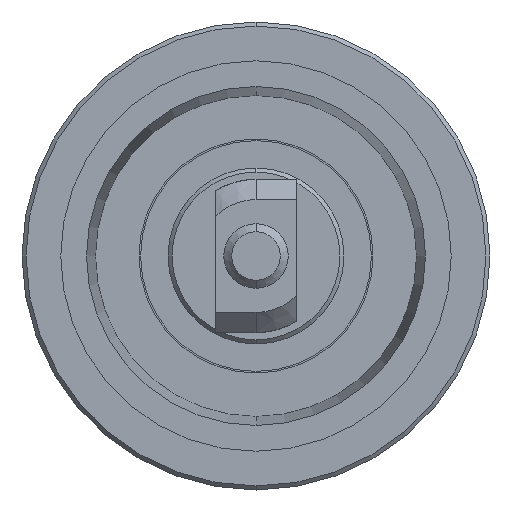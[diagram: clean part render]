
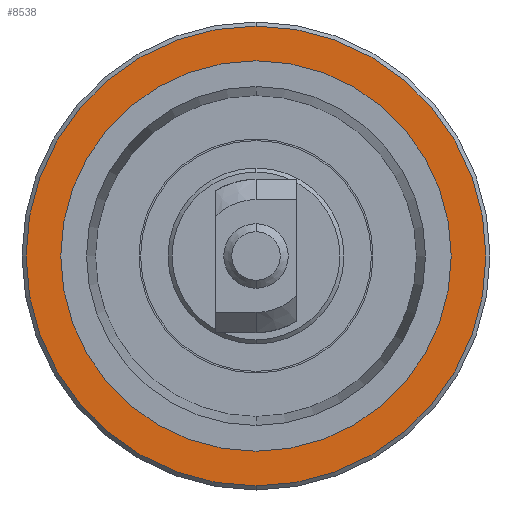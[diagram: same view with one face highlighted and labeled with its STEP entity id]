
A CAD part, front view. The second image highlights one B-rep face of the part: STEP entity #8538.
In plain terms, the highlighted planar face has unit normal (0, -1, 0).
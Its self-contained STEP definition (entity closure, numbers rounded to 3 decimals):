
#94 = AXIS2_PLACEMENT_3D ( 'NONE', #4966, #4201, #8741 ) ;
#122 = ORIENTED_EDGE ( 'NONE', *, *, #1090, .T. ) ;
#179 = CIRCLE ( 'NONE', #4595, 24.2 ) ;
#464 = DIRECTION ( 'NONE',  ( 1., 0., 0. ) ) ;
#1084 = DIRECTION ( 'NONE',  ( 0., 1., 0. ) ) ;
#1090 = EDGE_CURVE ( 'NONE', #5439, #9530, #179, .T. ) ;
#1608 = EDGE_CURVE ( 'NONE', #8296, #2177, #9457, .T. ) ;
#1757 = PLANE ( 'NONE',  #3174 ) ;
#1809 = DIRECTION ( 'NONE',  ( 0., 1., 0. ) ) ;
#1850 = DIRECTION ( 'NONE',  ( 0., -1., 0. ) ) ;
#1912 = EDGE_CURVE ( 'NONE', #9530, #5439, #6824, .T. ) ;
#1935 = FACE_OUTER_BOUND ( 'NONE', #3473, .T. ) ;
#2177 = VERTEX_POINT ( 'NONE', #3964 ) ;
#2482 = AXIS2_PLACEMENT_3D ( 'NONE', #9556, #1809, #6671 ) ;
#2556 = CARTESIAN_POINT ( 'NONE',  ( -7.571, 13.5, -27.994 ) ) ;
#3174 = AXIS2_PLACEMENT_3D ( 'NONE', #2556, #1850, #464 ) ;
#3367 = CARTESIAN_POINT ( 'NONE',  ( 0., 13.5, 0. ) ) ;
#3473 = EDGE_LOOP ( 'NONE', ( #7554, #9381 ) ) ;
#3964 = CARTESIAN_POINT ( 'NONE',  ( 0., 13.5, 28.5 ) ) ;
#4201 = DIRECTION ( 'NONE',  ( 0., 1., 0. ) ) ;
#4595 = AXIS2_PLACEMENT_3D ( 'NONE', #7988, #1084, #8825 ) ;
#4966 = CARTESIAN_POINT ( 'NONE',  ( 0., 13.5, 0. ) ) ;
#5014 = CARTESIAN_POINT ( 'NONE',  ( 0., 13.5, -28.5 ) ) ;
#5439 = VERTEX_POINT ( 'NONE', #8157 ) ;
#5660 = DIRECTION ( 'NONE',  ( 1., 0., 0. ) ) ;
#5938 = EDGE_LOOP ( 'NONE', ( #8923, #122 ) ) ;
#6671 = DIRECTION ( 'NONE',  ( 0., 0., 1. ) ) ;
#6824 = CIRCLE ( 'NONE', #8980, 24.2 ) ;
#7554 = ORIENTED_EDGE ( 'NONE', *, *, #8537, .F. ) ;
#7876 = DIRECTION ( 'NONE',  ( 0., 1., 0. ) ) ;
#7988 = CARTESIAN_POINT ( 'NONE',  ( 0., 13.5, 0. ) ) ;
#8157 = CARTESIAN_POINT ( 'NONE',  ( -24.2, 13.5, 0. ) ) ;
#8296 = VERTEX_POINT ( 'NONE', #5014 ) ;
#8537 = EDGE_CURVE ( 'NONE', #2177, #8296, #8596, .T. ) ;
#8538 = ADVANCED_FACE ( 'NONE', ( #9304, #1935 ), #1757, .T. ) ;
#8596 = CIRCLE ( 'NONE', #94, 28.5 ) ;
#8741 = DIRECTION ( 'NONE',  ( 0., 0., 1. ) ) ;
#8825 = DIRECTION ( 'NONE',  ( 1., 0., 0. ) ) ;
#8923 = ORIENTED_EDGE ( 'NONE', *, *, #1912, .T. ) ;
#8980 = AXIS2_PLACEMENT_3D ( 'NONE', #3367, #7876, #5660 ) ;
#9032 = CARTESIAN_POINT ( 'NONE',  ( 24.2, 13.5, 0. ) ) ;
#9304 = FACE_BOUND ( 'NONE', #5938, .T. ) ;
#9381 = ORIENTED_EDGE ( 'NONE', *, *, #1608, .F. ) ;
#9457 = CIRCLE ( 'NONE', #2482, 28.5 ) ;
#9530 = VERTEX_POINT ( 'NONE', #9032 ) ;
#9556 = CARTESIAN_POINT ( 'NONE',  ( 0., 13.5, 0. ) ) ;
